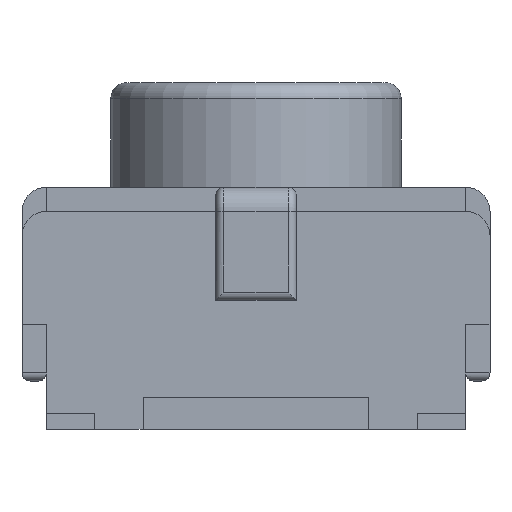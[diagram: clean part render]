
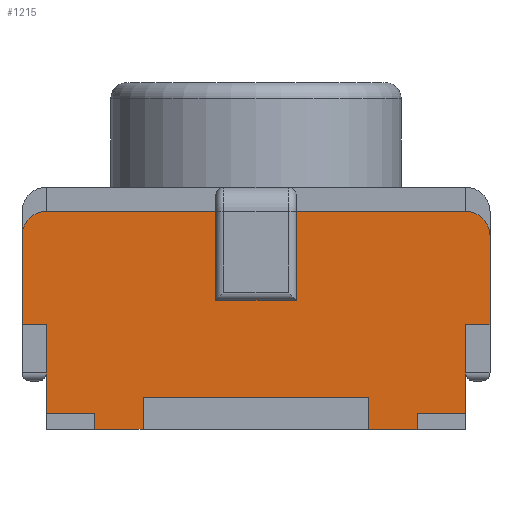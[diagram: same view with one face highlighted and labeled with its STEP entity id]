
A CAD part, left-side view. The second image highlights one B-rep face of the part: STEP entity #1215.
In plain terms, the highlighted planar face has unit normal (-1, 0, 0).
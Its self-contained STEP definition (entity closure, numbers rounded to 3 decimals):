
#312 = VERTEX_POINT('',#313);
#313 = CARTESIAN_POINT('',(-1.95,1.,0.));
#319 = EDGE_CURVE('',#312,#320,#322,.T.);
#320 = VERTEX_POINT('',#321);
#321 = CARTESIAN_POINT('',(-1.95,0.7,0.));
#322 = LINE('',#323,#324);
#323 = CARTESIAN_POINT('',(-1.95,1.3,0.));
#324 = VECTOR('',#325,1.);
#325 = DIRECTION('',(0.,-1.,0.));
#344 = VERTEX_POINT('',#345);
#345 = CARTESIAN_POINT('',(-1.95,-0.7,0.));
#351 = EDGE_CURVE('',#344,#352,#354,.T.);
#352 = VERTEX_POINT('',#353);
#353 = CARTESIAN_POINT('',(-1.95,-1.,0.));
#354 = LINE('',#355,#356);
#355 = CARTESIAN_POINT('',(-1.95,1.3,0.));
#356 = VECTOR('',#357,1.);
#357 = DIRECTION('',(0.,-1.,0.));
#448 = VERTEX_POINT('',#449);
#449 = CARTESIAN_POINT('',(-1.95,-1.3,0.1));
#455 = EDGE_CURVE('',#448,#456,#458,.T.);
#456 = VERTEX_POINT('',#457);
#457 = CARTESIAN_POINT('',(-1.95,-1.3,0.65));
#458 = LINE('',#459,#460);
#459 = CARTESIAN_POINT('',(-1.95,-1.3,0.));
#460 = VECTOR('',#461,1.);
#461 = DIRECTION('',(0.,0.,1.));
#1014 = VERTEX_POINT('',#1015);
#1015 = CARTESIAN_POINT('',(-1.95,1.3,0.65));
#1021 = EDGE_CURVE('',#1022,#1014,#1024,.T.);
#1022 = VERTEX_POINT('',#1023);
#1023 = CARTESIAN_POINT('',(-1.95,1.3,0.1));
#1024 = LINE('',#1025,#1026);
#1025 = CARTESIAN_POINT('',(-1.95,1.3,0.));
#1026 = VECTOR('',#1027,1.);
#1027 = DIRECTION('',(0.,0.,1.));
#1197 = VERTEX_POINT('',#1198);
#1198 = CARTESIAN_POINT('',(-1.95,-1.,0.1));
#1204 = EDGE_CURVE('',#352,#1197,#1205,.T.);
#1205 = LINE('',#1206,#1207);
#1206 = CARTESIAN_POINT('',(-1.95,-1.,0.));
#1207 = VECTOR('',#1208,1.);
#1208 = DIRECTION('',(0.,0.,1.));
#1215 = ADVANCED_FACE('',(#1216),#1369,.T.);
#1216 = FACE_BOUND('',#1217,.T.);
#1217 = EDGE_LOOP('',(#1218,#1219,#1227,#1233,#1234,#1242,#1250,#1256,
#1257,#1258,#1264,#1265,#1273,#1281,#1290,#1298,#1306,#1314,#1322,
#1330,#1338,#1346,#1355,#1363));
#1218 = ORIENTED_EDGE('',*,*,#1021,.F.);
#1219 = ORIENTED_EDGE('',*,*,#1220,.T.);
#1220 = EDGE_CURVE('',#1022,#1221,#1223,.T.);
#1221 = VERTEX_POINT('',#1222);
#1222 = CARTESIAN_POINT('',(-1.95,1.,0.1));
#1223 = LINE('',#1224,#1225);
#1224 = CARTESIAN_POINT('',(-1.95,1.3,0.1));
#1225 = VECTOR('',#1226,1.);
#1226 = DIRECTION('',(0.,-1.,0.));
#1227 = ORIENTED_EDGE('',*,*,#1228,.F.);
#1228 = EDGE_CURVE('',#312,#1221,#1229,.T.);
#1229 = LINE('',#1230,#1231);
#1230 = CARTESIAN_POINT('',(-1.95,1.,0.));
#1231 = VECTOR('',#1232,1.);
#1232 = DIRECTION('',(0.,0.,1.));
#1233 = ORIENTED_EDGE('',*,*,#319,.T.);
#1234 = ORIENTED_EDGE('',*,*,#1235,.F.);
#1235 = EDGE_CURVE('',#1236,#320,#1238,.T.);
#1236 = VERTEX_POINT('',#1237);
#1237 = CARTESIAN_POINT('',(-1.95,0.7,0.2));
#1238 = LINE('',#1239,#1240);
#1239 = CARTESIAN_POINT('',(-1.95,0.7,0.605));
#1240 = VECTOR('',#1241,1.);
#1241 = DIRECTION('',(0.,0.,-1.));
#1242 = ORIENTED_EDGE('',*,*,#1243,.T.);
#1243 = EDGE_CURVE('',#1236,#1244,#1246,.T.);
#1244 = VERTEX_POINT('',#1245);
#1245 = CARTESIAN_POINT('',(-1.95,-0.7,0.2));
#1246 = LINE('',#1247,#1248);
#1247 = CARTESIAN_POINT('',(-1.95,-0.35,0.2));
#1248 = VECTOR('',#1249,1.);
#1249 = DIRECTION('',(0.,-1.,0.));
#1250 = ORIENTED_EDGE('',*,*,#1251,.F.);
#1251 = EDGE_CURVE('',#344,#1244,#1252,.T.);
#1252 = LINE('',#1253,#1254);
#1253 = CARTESIAN_POINT('',(-1.95,-0.7,0.605));
#1254 = VECTOR('',#1255,1.);
#1255 = DIRECTION('',(0.,0.,1.));
#1256 = ORIENTED_EDGE('',*,*,#351,.T.);
#1257 = ORIENTED_EDGE('',*,*,#1204,.T.);
#1258 = ORIENTED_EDGE('',*,*,#1259,.T.);
#1259 = EDGE_CURVE('',#1197,#448,#1260,.T.);
#1260 = LINE('',#1261,#1262);
#1261 = CARTESIAN_POINT('',(-1.95,-1.,0.1));
#1262 = VECTOR('',#1263,1.);
#1263 = DIRECTION('',(0.,-1.,0.));
#1264 = ORIENTED_EDGE('',*,*,#455,.T.);
#1265 = ORIENTED_EDGE('',*,*,#1266,.F.);
#1266 = EDGE_CURVE('',#1267,#456,#1269,.T.);
#1267 = VERTEX_POINT('',#1268);
#1268 = CARTESIAN_POINT('',(-1.95,-1.45,0.65));
#1269 = LINE('',#1270,#1271);
#1270 = CARTESIAN_POINT('',(-1.95,-1.45,0.65));
#1271 = VECTOR('',#1272,1.);
#1272 = DIRECTION('',(0.,1.,0.));
#1273 = ORIENTED_EDGE('',*,*,#1274,.T.);
#1274 = EDGE_CURVE('',#1267,#1275,#1277,.T.);
#1275 = VERTEX_POINT('',#1276);
#1276 = CARTESIAN_POINT('',(-1.95,-1.45,1.202));
#1277 = LINE('',#1278,#1279);
#1278 = CARTESIAN_POINT('',(-1.95,-1.45,0.65));
#1279 = VECTOR('',#1280,1.);
#1280 = DIRECTION('',(0.,0.,1.));
#1281 = ORIENTED_EDGE('',*,*,#1282,.T.);
#1282 = EDGE_CURVE('',#1275,#1283,#1285,.T.);
#1283 = VERTEX_POINT('',#1284);
#1284 = CARTESIAN_POINT('',(-1.95,-1.302,1.35));
#1285 = CIRCLE('',#1286,0.149);
#1286 = AXIS2_PLACEMENT_3D('',#1287,#1288,#1289);
#1287 = CARTESIAN_POINT('',(-1.95,-1.302,1.202));
#1288 = DIRECTION('',(-1.,0.,0.));
#1289 = DIRECTION('',(0.,0.,1.));
#1290 = ORIENTED_EDGE('',*,*,#1291,.T.);
#1291 = EDGE_CURVE('',#1283,#1292,#1294,.T.);
#1292 = VERTEX_POINT('',#1293);
#1293 = CARTESIAN_POINT('',(-1.95,-1.3,1.35));
#1294 = LINE('',#1295,#1296);
#1295 = CARTESIAN_POINT('',(-1.95,-1.45,1.35));
#1296 = VECTOR('',#1297,1.);
#1297 = DIRECTION('',(0.,1.,0.));
#1298 = ORIENTED_EDGE('',*,*,#1299,.T.);
#1299 = EDGE_CURVE('',#1292,#1300,#1302,.T.);
#1300 = VERTEX_POINT('',#1301);
#1301 = CARTESIAN_POINT('',(-1.95,-0.25,1.35));
#1302 = LINE('',#1303,#1304);
#1303 = CARTESIAN_POINT('',(-1.95,-1.45,1.35));
#1304 = VECTOR('',#1305,1.);
#1305 = DIRECTION('',(0.,1.,0.));
#1306 = ORIENTED_EDGE('',*,*,#1307,.F.);
#1307 = EDGE_CURVE('',#1308,#1300,#1310,.T.);
#1308 = VERTEX_POINT('',#1309);
#1309 = CARTESIAN_POINT('',(-1.95,-0.25,0.8));
#1310 = LINE('',#1311,#1312);
#1311 = CARTESIAN_POINT('',(-1.95,-0.25,0.8));
#1312 = VECTOR('',#1313,1.);
#1313 = DIRECTION('',(0.,0.,1.));
#1314 = ORIENTED_EDGE('',*,*,#1315,.T.);
#1315 = EDGE_CURVE('',#1308,#1316,#1318,.T.);
#1316 = VERTEX_POINT('',#1317);
#1317 = CARTESIAN_POINT('',(-1.95,0.25,0.8));
#1318 = LINE('',#1319,#1320);
#1319 = CARTESIAN_POINT('',(-1.95,-0.25,0.8));
#1320 = VECTOR('',#1321,1.);
#1321 = DIRECTION('',(0.,1.,0.));
#1322 = ORIENTED_EDGE('',*,*,#1323,.T.);
#1323 = EDGE_CURVE('',#1316,#1324,#1326,.T.);
#1324 = VERTEX_POINT('',#1325);
#1325 = CARTESIAN_POINT('',(-1.95,0.25,1.35));
#1326 = LINE('',#1327,#1328);
#1327 = CARTESIAN_POINT('',(-1.95,0.25,0.8));
#1328 = VECTOR('',#1329,1.);
#1329 = DIRECTION('',(0.,0.,1.));
#1330 = ORIENTED_EDGE('',*,*,#1331,.T.);
#1331 = EDGE_CURVE('',#1324,#1332,#1334,.T.);
#1332 = VERTEX_POINT('',#1333);
#1333 = CARTESIAN_POINT('',(-1.95,1.3,1.35));
#1334 = LINE('',#1335,#1336);
#1335 = CARTESIAN_POINT('',(-1.95,-1.45,1.35));
#1336 = VECTOR('',#1337,1.);
#1337 = DIRECTION('',(0.,1.,0.));
#1338 = ORIENTED_EDGE('',*,*,#1339,.T.);
#1339 = EDGE_CURVE('',#1332,#1340,#1342,.T.);
#1340 = VERTEX_POINT('',#1341);
#1341 = CARTESIAN_POINT('',(-1.95,1.302,1.35));
#1342 = LINE('',#1343,#1344);
#1343 = CARTESIAN_POINT('',(-1.95,-1.45,1.35));
#1344 = VECTOR('',#1345,1.);
#1345 = DIRECTION('',(0.,1.,0.));
#1346 = ORIENTED_EDGE('',*,*,#1347,.F.);
#1347 = EDGE_CURVE('',#1348,#1340,#1350,.T.);
#1348 = VERTEX_POINT('',#1349);
#1349 = CARTESIAN_POINT('',(-1.95,1.45,1.202));
#1350 = CIRCLE('',#1351,0.149);
#1351 = AXIS2_PLACEMENT_3D('',#1352,#1353,#1354);
#1352 = CARTESIAN_POINT('',(-1.95,1.302,1.202));
#1353 = DIRECTION('',(1.,0.,0.));
#1354 = DIRECTION('',(0.,0.,1.));
#1355 = ORIENTED_EDGE('',*,*,#1356,.F.);
#1356 = EDGE_CURVE('',#1357,#1348,#1359,.T.);
#1357 = VERTEX_POINT('',#1358);
#1358 = CARTESIAN_POINT('',(-1.95,1.45,0.65));
#1359 = LINE('',#1360,#1361);
#1360 = CARTESIAN_POINT('',(-1.95,1.45,0.65));
#1361 = VECTOR('',#1362,1.);
#1362 = DIRECTION('',(0.,0.,1.));
#1363 = ORIENTED_EDGE('',*,*,#1364,.T.);
#1364 = EDGE_CURVE('',#1357,#1014,#1365,.T.);
#1365 = LINE('',#1366,#1367);
#1366 = CARTESIAN_POINT('',(-1.95,1.45,0.65));
#1367 = VECTOR('',#1368,1.);
#1368 = DIRECTION('',(0.,-1.,0.));
#1369 = PLANE('',#1370);
#1370 = AXIS2_PLACEMENT_3D('',#1371,#1372,#1373);
#1371 = CARTESIAN_POINT('',(-1.95,0.,0.687));
#1372 = DIRECTION('',(-1.,0.,0.));
#1373 = DIRECTION('',(0.,0.,1.));
